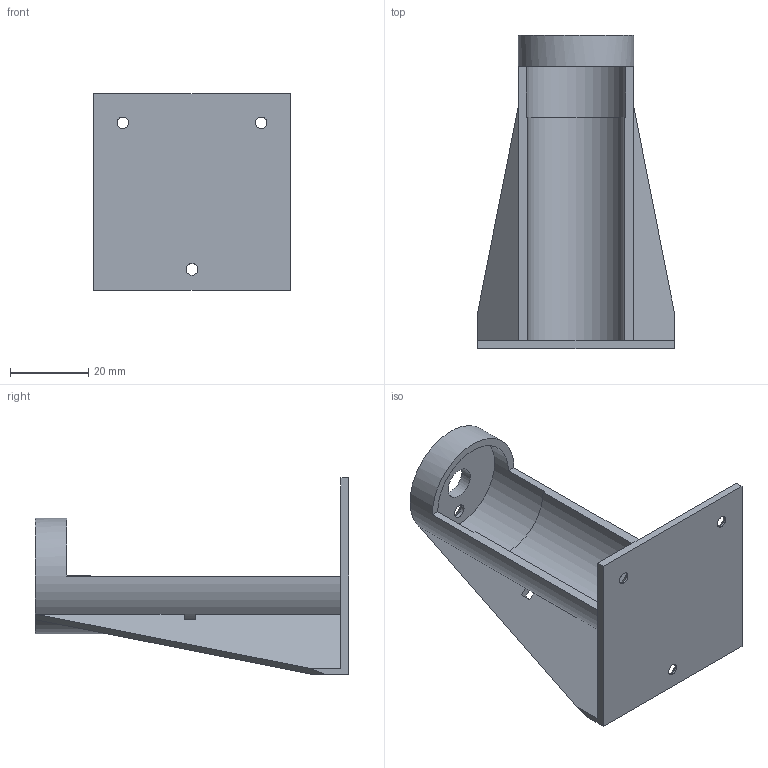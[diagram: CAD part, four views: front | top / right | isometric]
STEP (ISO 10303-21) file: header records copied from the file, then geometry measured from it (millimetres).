
FILE_DESCRIPTION(/* description */ (''),/* implementation_level */ '2;1');
FILE_NAME(/* name */ 'support_moteur v5.step',/* time_stamp */ '2021-11-28T17:25:39+01:00',/* author */ (''),/* organization */ (''),/* preprocessor_version */ 'ST-DEVELOPER v18.1',/* originating_system */ 'Autodesk Translation Framework v10.10.0.1391',/* authorisation */ '');
FILE_SCHEMA (('AUTOMOTIVE_DESIGN { 1 0 10303 214 3 1 1 }'));
Length unit declared in the file: millimetre
Products named in the file (1): support_moteur
Bounding box: 50 x 80 x 50 mm (x, y, z)
Volume: 18078.7 mm3; surface area: 17341.9 mm2
Topology: 1 solids, 1 shells, 39 faces, 116 edges, 75 vertices
Faces by surface type: plane 25, cylinder 9, cone 5
Full cylindrical faces by diameter (mm): 3 x3, 3.5 x2, 8 x1, 25.5 x1, 29.5 x1
Entity records: 1372 total; most frequent: ORIENTED_EDGE 232, CARTESIAN_POINT 231, DIRECTION 229, EDGE_CURVE 116, LINE 83, VECTOR 83, VERTEX_POINT 75, AXIS2_PLACEMENT_3D 73
